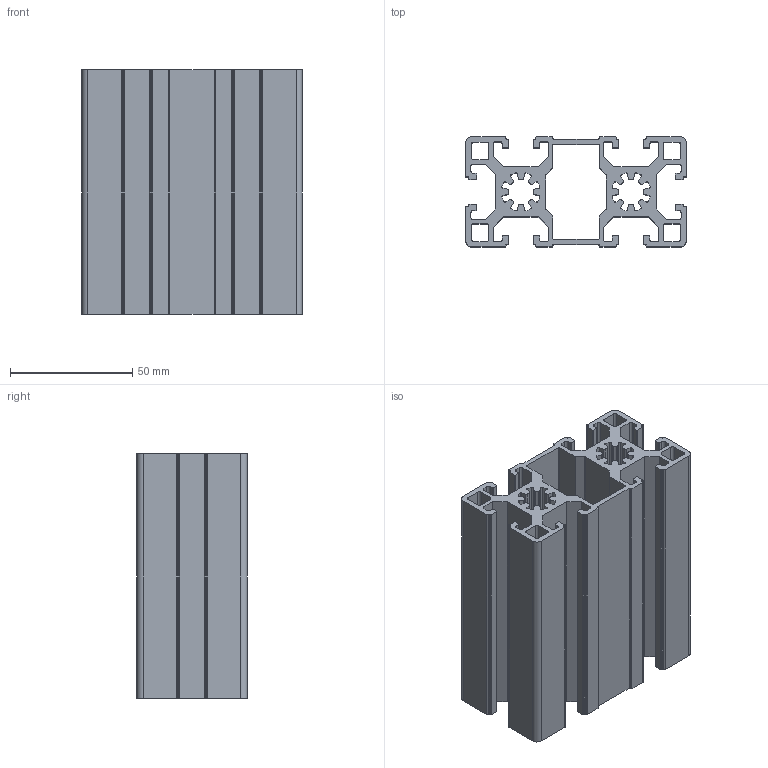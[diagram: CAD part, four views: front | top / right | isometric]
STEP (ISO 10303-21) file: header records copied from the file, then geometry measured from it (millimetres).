
FILE_DESCRIPTION (( 'STEP AP203' ), '1' );
FILE_NAME ('JL-10-4590EB.STEP', '2019-07-24T05:52:02', ( 'User' ), ( 'China' ), 'SwSTEP 2.0', 'SolidWorks 2015', '' );
FILE_SCHEMA (( 'CONFIG_CONTROL_DESIGN' ));
Length unit declared in the file: millimetre
Products named in the file (1): JL-10-4590EB
Bounding box: 90 x 45 x 100 mm (x, y, z)
Volume: 135001.4 mm3; surface area: 99430 mm2
Topology: 1 solids, 1 shells, 570 faces, 1677 edges, 1118 vertices
Faces by surface type: plane 308, cylinder 234, bspline 28
Entity records: 20046 total; most frequent: CARTESIAN_POINT 4474, ORIENTED_EDGE 3354, DIRECTION 3175, EDGE_CURVE 1677, LINE 1153, VECTOR 1153, VERTEX_POINT 1118, AXIS2_PLACEMENT_3D 1011
